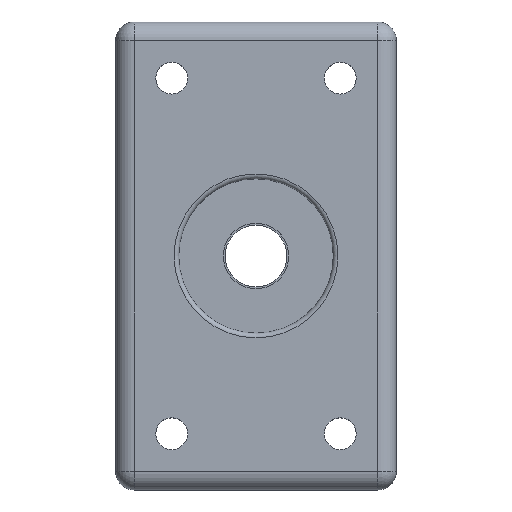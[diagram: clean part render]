
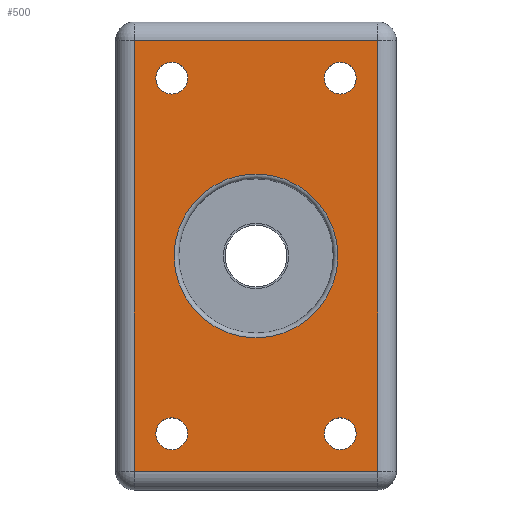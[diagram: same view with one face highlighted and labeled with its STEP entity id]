
A CAD part, top view. The second image highlights one B-rep face of the part: STEP entity #500.
In plain terms, the highlighted planar face has unit normal (0, 0, 1).
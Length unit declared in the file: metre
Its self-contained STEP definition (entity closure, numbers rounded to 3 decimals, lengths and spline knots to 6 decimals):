
#23=CIRCLE('',#554,0.00875);
#24=CIRCLE('',#555,0.0017);
#25=CIRCLE('',#556,0.0017);
#26=CIRCLE('',#557,0.0017);
#27=CIRCLE('',#558,0.0017);
#100=ORIENTED_EDGE('',*,*,#230,.T.);
#101=ORIENTED_EDGE('',*,*,#231,.T.);
#102=ORIENTED_EDGE('',*,*,#232,.T.);
#103=ORIENTED_EDGE('',*,*,#233,.T.);
#104=ORIENTED_EDGE('',*,*,#234,.T.);
#105=ORIENTED_EDGE('',*,*,#235,.T.);
#106=ORIENTED_EDGE('',*,*,#236,.T.);
#107=ORIENTED_EDGE('',*,*,#237,.T.);
#108=ORIENTED_EDGE('',*,*,#238,.T.);
#230=EDGE_CURVE('',#295,#295,#23,.F.);
#231=EDGE_CURVE('',#296,#297,#334,.T.);
#232=EDGE_CURVE('',#297,#298,#335,.F.);
#233=EDGE_CURVE('',#298,#299,#336,.F.);
#234=EDGE_CURVE('',#299,#296,#337,.T.);
#235=EDGE_CURVE('',#300,#300,#24,.F.);
#236=EDGE_CURVE('',#301,#301,#25,.F.);
#237=EDGE_CURVE('',#302,#302,#26,.F.);
#238=EDGE_CURVE('',#303,#303,#27,.F.);
#295=VERTEX_POINT('',#853);
#296=VERTEX_POINT('',#855);
#297=VERTEX_POINT('',#856);
#298=VERTEX_POINT('',#858);
#299=VERTEX_POINT('',#860);
#300=VERTEX_POINT('',#863);
#301=VERTEX_POINT('',#865);
#302=VERTEX_POINT('',#867);
#303=VERTEX_POINT('',#869);
#334=LINE('',#854,#358);
#335=LINE('',#857,#359);
#336=LINE('',#859,#360);
#337=LINE('',#861,#361);
#358=VECTOR('',#661,1.);
#359=VECTOR('',#662,1.);
#360=VECTOR('',#663,1.);
#361=VECTOR('',#664,1.);
#372=EDGE_LOOP('',(#100));
#373=EDGE_LOOP('',(#101,#102,#103,#104));
#374=EDGE_LOOP('',(#105));
#375=EDGE_LOOP('',(#106));
#376=EDGE_LOOP('',(#107));
#377=EDGE_LOOP('',(#108));
#432=FACE_BOUND('',#372,.T.);
#433=FACE_BOUND('',#373,.T.);
#434=FACE_BOUND('',#374,.T.);
#435=FACE_BOUND('',#375,.T.);
#436=FACE_BOUND('',#376,.T.);
#437=FACE_BOUND('',#377,.T.);
#490=PLANE('',#553);
#500=ADVANCED_FACE('',(#432,#433,#434,#435,#436,#437),#490,.T.);
#553=AXIS2_PLACEMENT_3D('',#851,#657,#658);
#554=AXIS2_PLACEMENT_3D('',#852,#659,#660);
#555=AXIS2_PLACEMENT_3D('',#862,#665,#666);
#556=AXIS2_PLACEMENT_3D('',#864,#667,#668);
#557=AXIS2_PLACEMENT_3D('',#866,#669,#670);
#558=AXIS2_PLACEMENT_3D('',#868,#671,#672);
#657=DIRECTION('',(0.,0.,1.));
#658=DIRECTION('',(1.,0.,0.));
#659=DIRECTION('',(0.,0.,1.));
#660=DIRECTION('',(0.,-1.,0.));
#661=DIRECTION('',(0.,-1.,0.));
#662=DIRECTION('',(-1.,0.,0.));
#663=DIRECTION('',(0.,-1.,0.));
#664=DIRECTION('',(-1.,0.,0.));
#665=DIRECTION('',(0.,0.,1.));
#666=DIRECTION('',(0.,-1.,0.));
#667=DIRECTION('',(0.,0.,1.));
#668=DIRECTION('',(0.,-1.,0.));
#669=DIRECTION('',(0.,0.,1.));
#670=DIRECTION('',(0.,-1.,0.));
#671=DIRECTION('',(0.,0.,1.));
#672=DIRECTION('',(0.,-1.,0.));
#851=CARTESIAN_POINT('',(0.,0.,0.008));
#852=CARTESIAN_POINT('',(0.,0.,0.008));
#853=CARTESIAN_POINT('',(0.,-0.00875,0.008));
#854=CARTESIAN_POINT('',(-0.013,-0.025,0.008));
#855=CARTESIAN_POINT('',(-0.013,0.023,0.008));
#856=CARTESIAN_POINT('',(-0.013,-0.023,0.008));
#857=CARTESIAN_POINT('',(0.,-0.023,0.008));
#858=CARTESIAN_POINT('',(0.013,-0.023,0.008));
#859=CARTESIAN_POINT('',(0.013,0.,0.008));
#860=CARTESIAN_POINT('',(0.013,0.023,0.008));
#861=CARTESIAN_POINT('',(-0.015,0.023,0.008));
#862=CARTESIAN_POINT('',(0.009,-0.019,0.008));
#863=CARTESIAN_POINT('',(0.009,-0.0207,0.008));
#864=CARTESIAN_POINT('',(-0.009,-0.019,0.008));
#865=CARTESIAN_POINT('',(-0.009,-0.0207,0.008));
#866=CARTESIAN_POINT('',(-0.009,0.019,0.008));
#867=CARTESIAN_POINT('',(-0.009,0.0173,0.008));
#868=CARTESIAN_POINT('',(0.009,0.019,0.008));
#869=CARTESIAN_POINT('',(0.009,0.0173,0.008));
